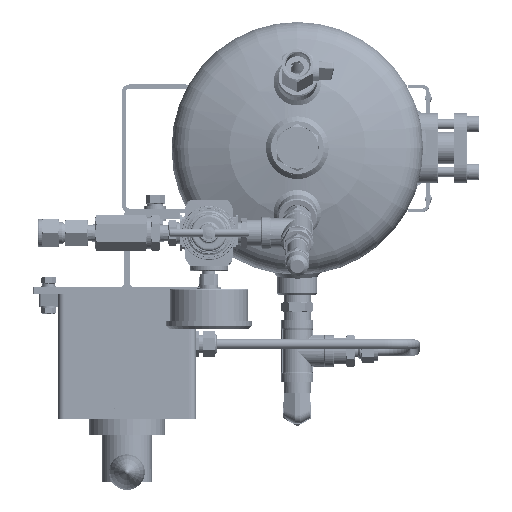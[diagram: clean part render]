
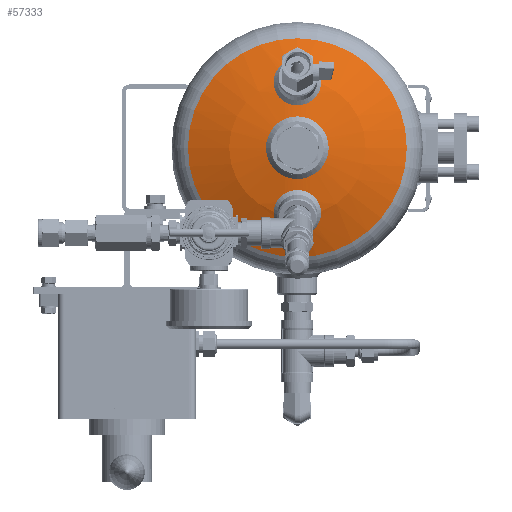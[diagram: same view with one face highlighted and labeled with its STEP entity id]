
A CAD part, top view. The second image highlights one B-rep face of the part: STEP entity #57333.
In plain terms, the highlighted spherical face has radius 202.3 mm.
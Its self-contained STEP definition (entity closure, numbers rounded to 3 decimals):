
#599=SPHERICAL_SURFACE('',#68158,202.3);
#14110=ORIENTED_EDGE('',*,*,#30994,.T.);
#14111=ORIENTED_EDGE('',*,*,#30998,.T.);
#14112=ORIENTED_EDGE('',*,*,#30999,.F.);
#14113=ORIENTED_EDGE('',*,*,#31000,.F.);
#30994=EDGE_CURVE('',#39499,#39499,#45380,.T.);
#30998=EDGE_CURVE('',#39503,#39503,#45384,.T.);
#30999=EDGE_CURVE('',#39504,#39504,#45385,.T.);
#31000=EDGE_CURVE('',#39505,#39505,#45386,.F.);
#39499=VERTEX_POINT('',#89975);
#39503=VERTEX_POINT('',#89985);
#39504=VERTEX_POINT('',#89987);
#39505=VERTEX_POINT('',#89989);
#45380=CIRCLE('',#68153,15.);
#45384=CIRCLE('',#68159,15.);
#45385=CIRCLE('',#68160,87.326);
#45386=CIRCLE('',#68161,20.);
#47506=EDGE_LOOP('',(#14110));
#47507=EDGE_LOOP('',(#14111));
#47508=EDGE_LOOP('',(#14112));
#47509=EDGE_LOOP('',(#14113));
#52031=FACE_BOUND('',#47506,.T.);
#52032=FACE_BOUND('',#47507,.T.);
#52033=FACE_BOUND('',#47508,.T.);
#52034=FACE_BOUND('',#47509,.T.);
#57333=ADVANCED_FACE('',(#52031,#52032,#52033,#52034),#599,.T.);
#68153=AXIS2_PLACEMENT_3D('',#89974,#74347,#74348);
#68158=AXIS2_PLACEMENT_3D('',#89983,#74357,#74358);
#68159=AXIS2_PLACEMENT_3D('',#89984,#74359,#74360);
#68160=AXIS2_PLACEMENT_3D('',#89986,#74361,#74362);
#68161=AXIS2_PLACEMENT_3D('',#89988,#74363,#74364);
#74347=DIRECTION('',(0.259,0.,-0.966));
#74348=DIRECTION('',(0.966,0.,0.259));
#74357=DIRECTION('',(0.,0.,-1.));
#74358=DIRECTION('',(1.,0.,0.));
#74359=DIRECTION('',(-0.259,0.,-0.966));
#74360=DIRECTION('',(-0.966,0.,0.259));
#74361=DIRECTION('',(0.,0.,-1.));
#74362=DIRECTION('',(-1.,0.,0.));
#74363=DIRECTION('',(0.,0.,-1.));
#74364=DIRECTION('',(-1.,0.,0.));
#89974=CARTESIAN_POINT('',(-52.215,0.,46.028));
#89975=CARTESIAN_POINT('',(-37.726,0.,49.911));
#89983=CARTESIAN_POINT('',(0.,0.,-148.841));
#89984=CARTESIAN_POINT('',(52.215,0.,46.028));
#89985=CARTESIAN_POINT('',(37.726,0.,49.911));
#89986=CARTESIAN_POINT('',(0.,0.,33.641));
#89987=CARTESIAN_POINT('',(-87.326,0.,33.641));
#89988=CARTESIAN_POINT('',(0.,0.,52.468));
#89989=CARTESIAN_POINT('',(-20.,0.,52.468));
